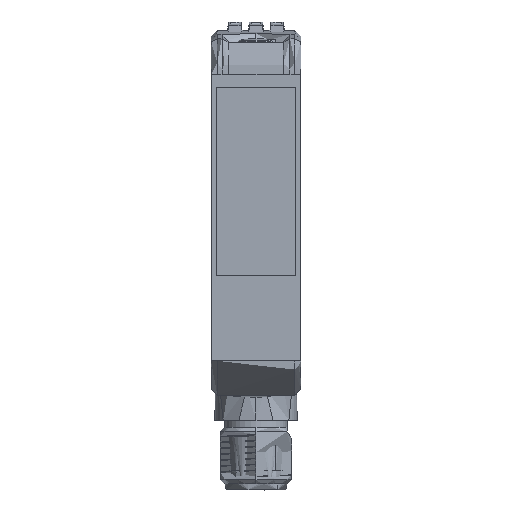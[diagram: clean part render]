
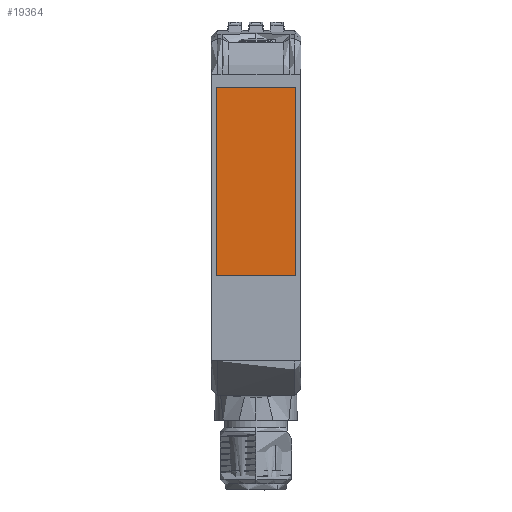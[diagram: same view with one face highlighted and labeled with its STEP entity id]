
A CAD part, top view. The second image highlights one B-rep face of the part: STEP entity #19364.
In plain terms, the highlighted planar face has unit normal (0, -0.026, 1).
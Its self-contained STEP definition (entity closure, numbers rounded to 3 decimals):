
#7672=DIRECTION('',(-1.,0.,0.));
#7673=VECTOR('',#7672,13.15);
#7674=CARTESIAN_POINT('',(6.575,14.311,4.807));
#7675=LINE('',#7674,#7673);
#7679=DIRECTION('',(0.,1.,0.026));
#7680=VECTOR('',#7679,31.5);
#7681=CARTESIAN_POINT('',(-6.575,14.311,4.807));
#7682=LINE('',#7681,#7680);
#7686=DIRECTION('',(1.,0.,0.));
#7687=VECTOR('',#7686,13.15);
#7688=CARTESIAN_POINT('',(-6.575,45.8,5.631));
#7689=LINE('',#7688,#7687);
#7693=DIRECTION('',(0.,-1.,-0.026));
#7694=VECTOR('',#7693,31.5);
#7695=CARTESIAN_POINT('',(6.575,45.8,5.631));
#7696=LINE('',#7695,#7694);
#8579=CARTESIAN_POINT('',(-6.575,14.311,4.807));
#8580=VERTEX_POINT('',#8579);
#8581=CARTESIAN_POINT('',(6.575,14.311,4.807));
#8582=VERTEX_POINT('',#8581);
#8583=CARTESIAN_POINT('',(-6.575,45.8,5.631));
#8584=VERTEX_POINT('',#8583);
#8585=CARTESIAN_POINT('',(6.575,45.8,5.631));
#8586=VERTEX_POINT('',#8585);
#19353=CARTESIAN_POINT('',(0.,30.055,5.219));
#19354=DIRECTION('',(0.,0.026,-1.));
#19355=DIRECTION('',(0.,1.,0.026));
#19356=AXIS2_PLACEMENT_3D('',#19353,#19354,#19355);
#19357=PLANE('',#19356);
#19358=ORIENTED_EDGE('',*,*,#19277,.T.);
#19359=ORIENTED_EDGE('',*,*,#19299,.T.);
#19360=ORIENTED_EDGE('',*,*,#19320,.T.);
#19361=ORIENTED_EDGE('',*,*,#19340,.T.);
#19362=EDGE_LOOP('',(#19358,#19359,#19360,#19361));
#19363=FACE_OUTER_BOUND('',#19362,.F.);
#19364=ADVANCED_FACE('',(#19363),#19357,.F.);
#19277=EDGE_CURVE('',#8582,#8580,#7675,.T.);
#19299=EDGE_CURVE('',#8580,#8584,#7682,.T.);
#19320=EDGE_CURVE('',#8584,#8586,#7689,.T.);
#19340=EDGE_CURVE('',#8586,#8582,#7696,.T.);
